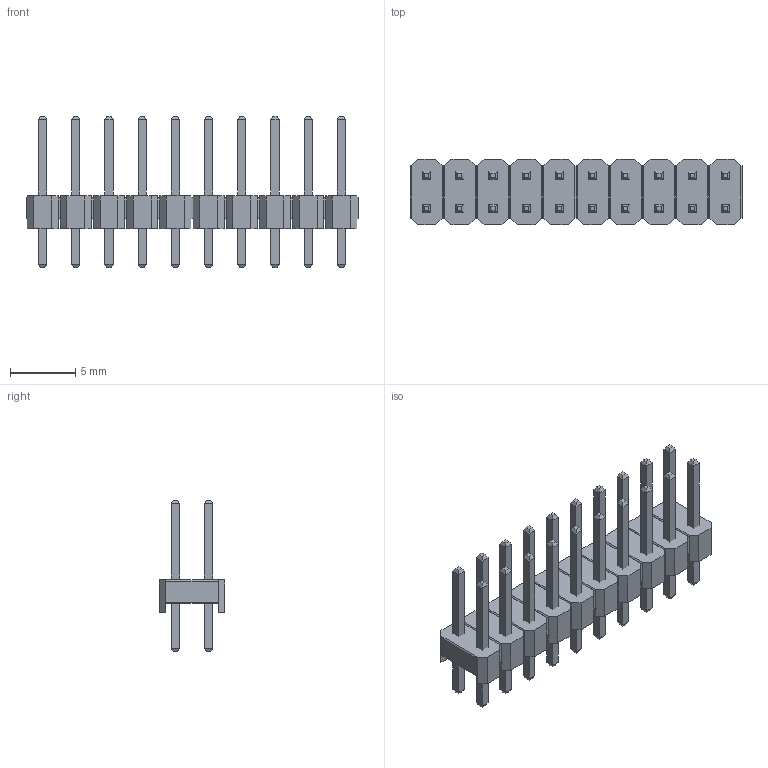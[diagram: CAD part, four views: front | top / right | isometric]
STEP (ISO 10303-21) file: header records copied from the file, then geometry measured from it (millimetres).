
FILE_DESCRIPTION(('STEP AP214'), '1');
FILE_NAME('DS1021-1x5SF11', '2017-07-09T05:27:27', ('Nobody'), (''), 'ASCON STEP Converter 1.3', 'ASCON Math Kernel', '');
FILE_SCHEMA(('AUTOMOTIVE_DESIGN { 1 0 10303 214 3 1 1}'));
Length unit declared in the file: millimetre
Assembly tree (21 placements, depth 2):
  (unnamed)
    (unnamed)
    (unnamed)  x20
Bounding box: 25.4 x 5 x 11.6 mm (x, y, z)
Volume: 322.2 mm3; surface area: 1031.7 mm2
Topology: 21 solids, 21 shells, 464 faces, 986 edges, 564 vertices
Faces by surface type: plane 464
Entity records: 7505 total; most frequent: CARTESIAN_POINT 934, ORIENTED_EDGE 908, DIRECTION 894, EDGE_CURVE 454, LINE 454, VECTOR 454, VERTEX_POINT 260, AXIS2_PLACEMENT_3D 220
